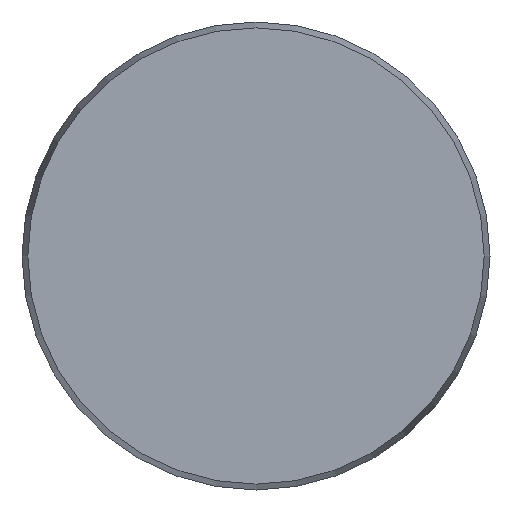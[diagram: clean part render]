
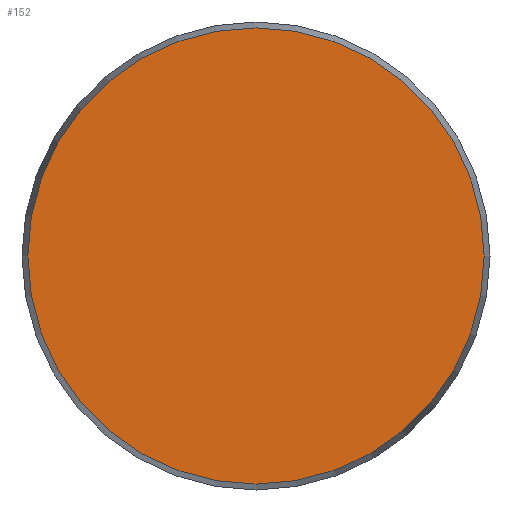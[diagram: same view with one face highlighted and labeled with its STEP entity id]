
A CAD part, front view. The second image highlights one B-rep face of the part: STEP entity #152.
In plain terms, the highlighted planar face has unit normal (0, -1, 0).
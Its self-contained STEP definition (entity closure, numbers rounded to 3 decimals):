
#152 = ADVANCED_FACE( '', ( #328 ), #329, .F. );
#328 = FACE_OUTER_BOUND( '', #523, .T. );
#329 = PLANE( '', #524 );
#523 = EDGE_LOOP( '', ( #945 ) );
#524 = AXIS2_PLACEMENT_3D( '', #946, #947, #948 );
#945 = ORIENTED_EDGE( '', *, *, #1251, .T. );
#946 = CARTESIAN_POINT( '', ( 58.5, 0., 0. ) );
#947 = DIRECTION( '', ( 0., 1., 0. ) );
#948 = DIRECTION( '', ( 0., 0., 1. ) );
#1251 = EDGE_CURVE( '', #1491, #1491, #1492, .T. );
#1491 = VERTEX_POINT( '', #2026 );
#1492 = CIRCLE( '', #2027, 58.5 );
#2026 = CARTESIAN_POINT( '', ( 0., 0., -58.5 ) );
#2027 = AXIS2_PLACEMENT_3D( '', #2244, #2245, #2246 );
#2244 = CARTESIAN_POINT( '', ( 0., 0., 0. ) );
#2245 = DIRECTION( '', ( 0., -1., 0. ) );
#2246 = DIRECTION( '', ( 0., 0., -1. ) );
